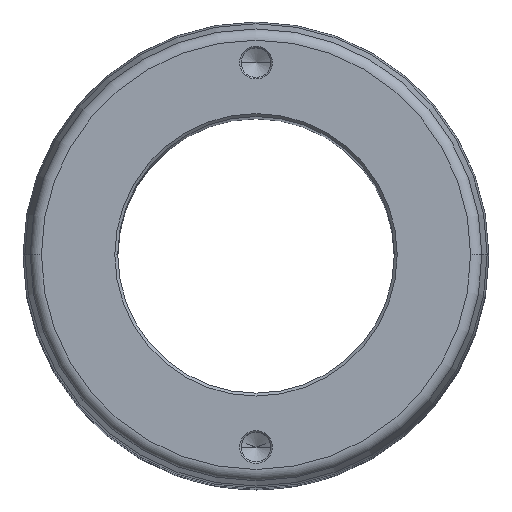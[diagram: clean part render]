
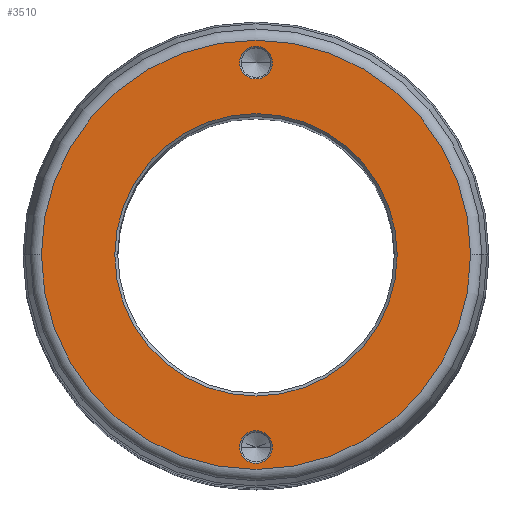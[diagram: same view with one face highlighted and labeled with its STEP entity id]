
A CAD part, top view. The second image highlights one B-rep face of the part: STEP entity #3510.
In plain terms, the highlighted planar face has unit normal (0, 0, 1).
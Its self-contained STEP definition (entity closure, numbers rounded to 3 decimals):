
#21 = VERTEX_POINT ( 'NONE', #604 ) ;
#98 = CARTESIAN_POINT ( 'NONE',  ( 0., 0., 450. ) ) ;
#113 = CARTESIAN_POINT ( 'NONE',  ( -48.5, 0., 450. ) ) ;
#126 = CIRCLE ( 'NONE', #2448, 5.6 ) ;
#162 = DIRECTION ( 'NONE',  ( 0., 0., 1. ) ) ;
#176 = DIRECTION ( 'NONE',  ( 0., 0., -1. ) ) ;
#293 = ORIENTED_EDGE ( 'NONE', *, *, #2760, .T. ) ;
#313 = CARTESIAN_POINT ( 'NONE',  ( 0., 0., 450. ) ) ;
#343 = FACE_BOUND ( 'NONE', #2893, .T. ) ;
#359 = DIRECTION ( 'NONE',  ( 1., 0., 0. ) ) ;
#604 = CARTESIAN_POINT ( 'NONE',  ( -5.6, -66., 450. ) ) ;
#631 = CARTESIAN_POINT ( 'NONE',  ( -5.6, 66., 450. ) ) ;
#705 = VERTEX_POINT ( 'NONE', #631 ) ;
#707 = ORIENTED_EDGE ( 'NONE', *, *, #1742, .T. ) ;
#724 = EDGE_CURVE ( 'NONE', #899, #21, #3704, .T. ) ;
#757 = AXIS2_PLACEMENT_3D ( 'NONE', #1490, #2066, #359 ) ;
#771 = EDGE_CURVE ( 'NONE', #705, #2042, #1178, .T. ) ;
#778 = DIRECTION ( 'NONE',  ( 1., 0., 0. ) ) ;
#790 = DIRECTION ( 'NONE',  ( 0., 0., -1. ) ) ;
#891 = AXIS2_PLACEMENT_3D ( 'NONE', #3045, #3020, #1332 ) ;
#899 = VERTEX_POINT ( 'NONE', #3620 ) ;
#970 = ORIENTED_EDGE ( 'NONE', *, *, #1569, .T. ) ;
#1033 = DIRECTION ( 'NONE',  ( 1., 0., 0. ) ) ;
#1150 = EDGE_CURVE ( 'NONE', #1218, #3063, #1417, .T. ) ;
#1178 = CIRCLE ( 'NONE', #1404, 5.6 ) ;
#1214 = CARTESIAN_POINT ( 'NONE',  ( 5.6, 66., 450. ) ) ;
#1218 = VERTEX_POINT ( 'NONE', #113 ) ;
#1311 = ORIENTED_EDGE ( 'NONE', *, *, #724, .T. ) ;
#1315 = CARTESIAN_POINT ( 'NONE',  ( 0., 0., 450. ) ) ;
#1332 = DIRECTION ( 'NONE',  ( 1., 0., 0. ) ) ;
#1334 = CARTESIAN_POINT ( 'NONE',  ( 0., 66., 450. ) ) ;
#1355 = AXIS2_PLACEMENT_3D ( 'NONE', #313, #2336, #1436 ) ;
#1404 = AXIS2_PLACEMENT_3D ( 'NONE', #1334, #2744, #778 ) ;
#1417 = CIRCLE ( 'NONE', #1689, 48.5 ) ;
#1436 = DIRECTION ( 'NONE',  ( 1., 0., 0. ) ) ;
#1490 = CARTESIAN_POINT ( 'NONE',  ( 0., -66., 450. ) ) ;
#1569 = EDGE_CURVE ( 'NONE', #2042, #705, #126, .T. ) ;
#1579 = VERTEX_POINT ( 'NONE', #2146 ) ;
#1628 = DIRECTION ( 'NONE',  ( 1., 0., 0. ) ) ;
#1689 = AXIS2_PLACEMENT_3D ( 'NONE', #98, #2360, #2938 ) ;
#1730 = FACE_OUTER_BOUND ( 'NONE', #3551, .T. ) ;
#1742 = EDGE_CURVE ( 'NONE', #1930, #1579, #3432, .T. ) ;
#1771 = CIRCLE ( 'NONE', #2167, 73.715 ) ;
#1911 = CIRCLE ( 'NONE', #1978, 5.6 ) ;
#1930 = VERTEX_POINT ( 'NONE', #2375 ) ;
#1978 = AXIS2_PLACEMENT_3D ( 'NONE', #2703, #176, #1033 ) ;
#2027 = ORIENTED_EDGE ( 'NONE', *, *, #2816, .T. ) ;
#2042 = VERTEX_POINT ( 'NONE', #1214 ) ;
#2066 = DIRECTION ( 'NONE',  ( 0., 0., -1. ) ) ;
#2145 = DIRECTION ( 'NONE',  ( 1., 0., 0. ) ) ;
#2146 = CARTESIAN_POINT ( 'NONE',  ( 73.715, 0., 450. ) ) ;
#2167 = AXIS2_PLACEMENT_3D ( 'NONE', #1315, #162, #2145 ) ;
#2170 = DIRECTION ( 'NONE',  ( 0., 0., -1. ) ) ;
#2188 = EDGE_CURVE ( 'NONE', #3063, #1218, #3058, .T. ) ;
#2245 = EDGE_LOOP ( 'NONE', ( #1311, #293 ) ) ;
#2323 = PLANE ( 'NONE',  #1355 ) ;
#2336 = DIRECTION ( 'NONE',  ( 0., 0., 1. ) ) ;
#2360 = DIRECTION ( 'NONE',  ( 0., 0., -1. ) ) ;
#2375 = CARTESIAN_POINT ( 'NONE',  ( -73.715, 0., 450. ) ) ;
#2448 = AXIS2_PLACEMENT_3D ( 'NONE', #3605, #2170, #1628 ) ;
#2508 = CARTESIAN_POINT ( 'NONE',  ( 0., 0., 450. ) ) ;
#2581 = FACE_BOUND ( 'NONE', #2245, .T. ) ;
#2703 = CARTESIAN_POINT ( 'NONE',  ( 0., -66., 450. ) ) ;
#2744 = DIRECTION ( 'NONE',  ( 0., 0., -1. ) ) ;
#2752 = DIRECTION ( 'NONE',  ( 1., 0., 0. ) ) ;
#2760 = EDGE_CURVE ( 'NONE', #21, #899, #1911, .T. ) ;
#2816 = EDGE_CURVE ( 'NONE', #1579, #1930, #1771, .T. ) ;
#2885 = FACE_BOUND ( 'NONE', #3498, .T. ) ;
#2893 = EDGE_LOOP ( 'NONE', ( #970, #3560 ) ) ;
#2938 = DIRECTION ( 'NONE',  ( 1., 0., 0. ) ) ;
#2985 = ORIENTED_EDGE ( 'NONE', *, *, #1150, .T. ) ;
#3003 = AXIS2_PLACEMENT_3D ( 'NONE', #2508, #790, #2752 ) ;
#3020 = DIRECTION ( 'NONE',  ( 0., 0., 1. ) ) ;
#3045 = CARTESIAN_POINT ( 'NONE',  ( 0., 0., 450. ) ) ;
#3058 = CIRCLE ( 'NONE', #3003, 48.5 ) ;
#3063 = VERTEX_POINT ( 'NONE', #3536 ) ;
#3299 = ORIENTED_EDGE ( 'NONE', *, *, #2188, .T. ) ;
#3432 = CIRCLE ( 'NONE', #891, 73.715 ) ;
#3498 = EDGE_LOOP ( 'NONE', ( #3299, #2985 ) ) ;
#3510 = ADVANCED_FACE ( 'NONE', ( #2581, #343, #2885, #1730 ), #2323, .T. ) ;
#3536 = CARTESIAN_POINT ( 'NONE',  ( 48.5, 0., 450. ) ) ;
#3551 = EDGE_LOOP ( 'NONE', ( #2027, #707 ) ) ;
#3560 = ORIENTED_EDGE ( 'NONE', *, *, #771, .T. ) ;
#3605 = CARTESIAN_POINT ( 'NONE',  ( 0., 66., 450. ) ) ;
#3620 = CARTESIAN_POINT ( 'NONE',  ( 5.6, -66., 450. ) ) ;
#3704 = CIRCLE ( 'NONE', #757, 5.6 ) ;
